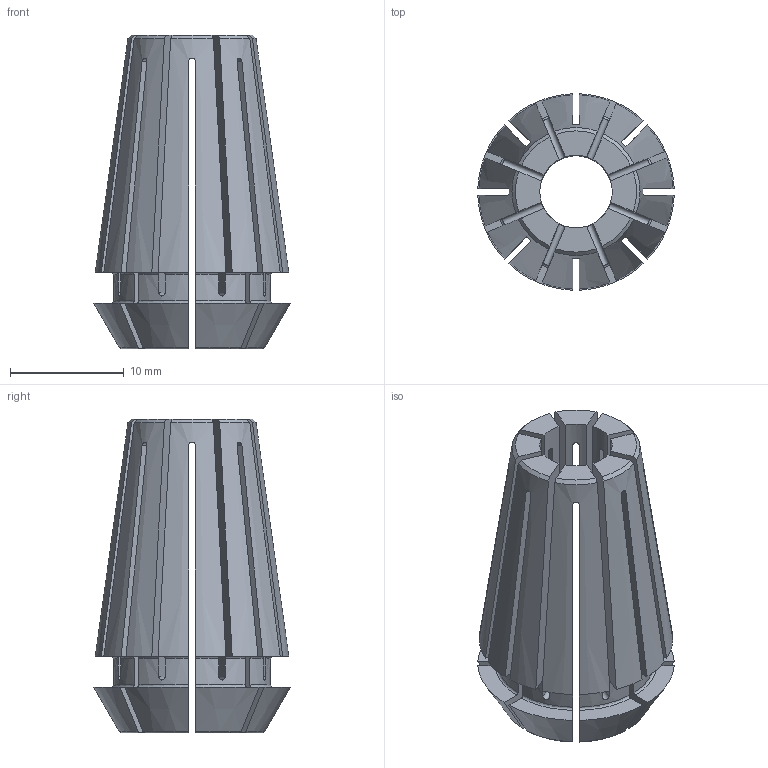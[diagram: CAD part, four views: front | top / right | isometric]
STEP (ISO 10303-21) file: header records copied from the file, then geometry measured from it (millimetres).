
FILE_DESCRIPTION(/* description */ (''),/* implementation_level */ '2;1');
FILE_NAME(/* name */ '111606356.stp',/* time_stamp */ '2021-06-01T15:46:07',/* author */ ('LRA'),/* organization */ ('REGO-FIX'),/* preprocessor_version */ ' Unknown',/* originating_system */ 'SIEMENS PLM Software Solid Edge ST10',/* authorization */ 'Unknown');
FILE_SCHEMA (('AUTOMOTIVE_DESIGN { 1 0 10303 214 2 1 1}'));
Length unit declared in the file: millimetre
Products named in the file (1): NOCUT
Bounding box: 17.24 x 17.24 x 27.5 mm (x, y, z)
Volume: 2609.4 mm3; surface area: 4675.6 mm2
Topology: 1 solids, 1 shells, 153 faces, 458 edges, 305 vertices
Faces by surface type: plane 72, torus 32, cylinder 25, cone 24
Full cylindrical faces by diameter (mm): 6.35 x1
Entity records: 5390 total; most frequent: CARTESIAN_POINT 1429, ORIENTED_EDGE 912, DIRECTION 730, EDGE_CURVE 456, VERTEX_POINT 304, AXIS2_PLACEMENT_3D 277, LINE 176, VECTOR 176
